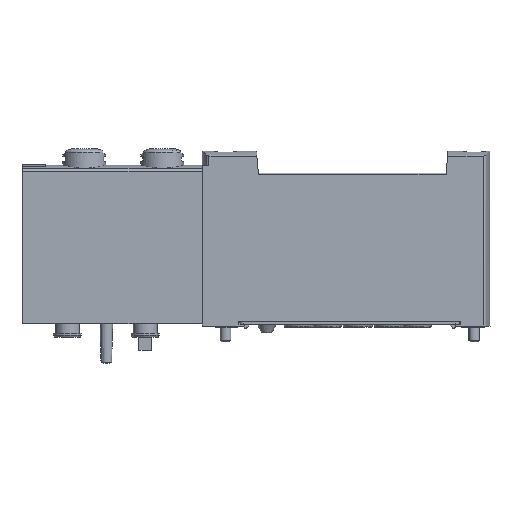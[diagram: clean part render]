
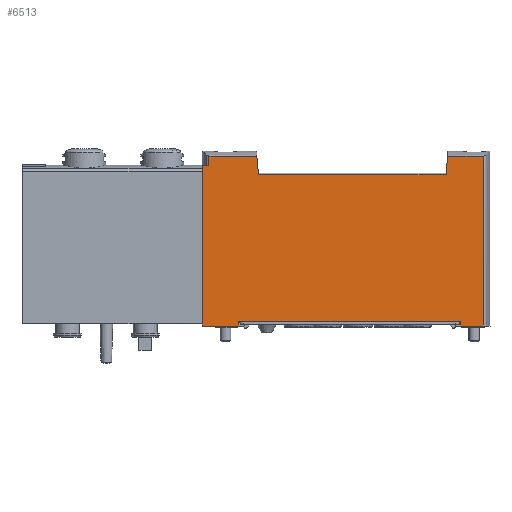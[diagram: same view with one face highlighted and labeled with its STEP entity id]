
A CAD part, top view. The second image highlights one B-rep face of the part: STEP entity #6513.
In plain terms, the highlighted face is planar.
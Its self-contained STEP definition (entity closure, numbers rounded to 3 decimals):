
#103=PLANE('',#7008);
#837=ORIENTED_EDGE('',*,*,#2692,.F.);
#838=ORIENTED_EDGE('',*,*,#2699,.T.);
#839=ORIENTED_EDGE('',*,*,#2700,.T.);
#840=ORIENTED_EDGE('',*,*,#2701,.F.);
#841=ORIENTED_EDGE('',*,*,#2694,.F.);
#842=ORIENTED_EDGE('',*,*,#2702,.T.);
#843=ORIENTED_EDGE('',*,*,#2703,.T.);
#844=ORIENTED_EDGE('',*,*,#2704,.F.);
#845=ORIENTED_EDGE('',*,*,#2705,.T.);
#846=ORIENTED_EDGE('',*,*,#2706,.T.);
#847=ORIENTED_EDGE('',*,*,#2707,.F.);
#848=ORIENTED_EDGE('',*,*,#2708,.F.);
#849=ORIENTED_EDGE('',*,*,#2709,.F.);
#850=ORIENTED_EDGE('',*,*,#2710,.T.);
#851=ORIENTED_EDGE('',*,*,#2711,.F.);
#852=ORIENTED_EDGE('',*,*,#2712,.T.);
#2692=EDGE_CURVE('',#3622,#3619,#4224,.T.);
#2694=EDGE_CURVE('',#3623,#3624,#4225,.T.);
#2699=EDGE_CURVE('',#3622,#3627,#4229,.T.);
#2700=EDGE_CURVE('',#3627,#3628,#4230,.T.);
#2701=EDGE_CURVE('',#3624,#3628,#4231,.T.);
#2702=EDGE_CURVE('',#3623,#3629,#4232,.T.);
#2703=EDGE_CURVE('',#3629,#3630,#4233,.T.);
#2704=EDGE_CURVE('',#3631,#3630,#4234,.T.);
#2705=EDGE_CURVE('',#3631,#3632,#4235,.T.);
#2706=EDGE_CURVE('',#3632,#3633,#4236,.T.);
#2707=EDGE_CURVE('',#3634,#3633,#4237,.T.);
#2708=EDGE_CURVE('',#3635,#3634,#4238,.T.);
#2709=EDGE_CURVE('',#3636,#3635,#4239,.T.);
#2710=EDGE_CURVE('',#3636,#3637,#4240,.T.);
#2711=EDGE_CURVE('',#3638,#3637,#4241,.T.);
#2712=EDGE_CURVE('',#3638,#3619,#4242,.T.);
#3619=VERTEX_POINT('',#10034);
#3622=VERTEX_POINT('',#10041);
#3623=VERTEX_POINT('',#10045);
#3624=VERTEX_POINT('',#10047);
#3627=VERTEX_POINT('',#10056);
#3628=VERTEX_POINT('',#10058);
#3629=VERTEX_POINT('',#10061);
#3630=VERTEX_POINT('',#10063);
#3631=VERTEX_POINT('',#10065);
#3632=VERTEX_POINT('',#10067);
#3633=VERTEX_POINT('',#10069);
#3634=VERTEX_POINT('',#10071);
#3635=VERTEX_POINT('',#10073);
#3636=VERTEX_POINT('',#10075);
#3637=VERTEX_POINT('',#10077);
#3638=VERTEX_POINT('',#10079);
#4224=LINE('',#10042,#4775);
#4225=LINE('',#10046,#4776);
#4229=LINE('',#10055,#4780);
#4230=LINE('',#10057,#4781);
#4231=LINE('',#10059,#4782);
#4232=LINE('',#10060,#4783);
#4233=LINE('',#10062,#4784);
#4234=LINE('',#10064,#4785);
#4235=LINE('',#10066,#4786);
#4236=LINE('',#10068,#4787);
#4237=LINE('',#10070,#4788);
#4238=LINE('',#10072,#4789);
#4239=LINE('',#10074,#4790);
#4240=LINE('',#10076,#4791);
#4241=LINE('',#10078,#4792);
#4242=LINE('',#10080,#4793);
#4775=VECTOR('',#7858,1000.);
#4776=VECTOR('',#7863,1000.);
#4780=VECTOR('',#7871,1000.);
#4781=VECTOR('',#7872,1000.);
#4782=VECTOR('',#7873,1000.);
#4783=VECTOR('',#7874,1000.);
#4784=VECTOR('',#7875,1000.);
#4785=VECTOR('',#7876,1000.);
#4786=VECTOR('',#7877,1000.);
#4787=VECTOR('',#7878,1000.);
#4788=VECTOR('',#7879,1000.);
#4789=VECTOR('',#7880,1000.);
#4790=VECTOR('',#7881,1000.);
#4791=VECTOR('',#7882,1000.);
#4792=VECTOR('',#7883,1000.);
#4793=VECTOR('',#7884,1000.);
#5299=EDGE_LOOP('',(#837,#838,#839,#840,#841,#842,#843,#844,#845,#846,#847,
#848,#849,#850,#851,#852));
#5857=FACE_BOUND('',#5299,.T.);
#6513=ADVANCED_FACE('',(#5857),#103,.F.);
#7008=AXIS2_PLACEMENT_3D('',#10054,#7869,#7870);
#7858=DIRECTION('',(0.,0.996,0.087));
#7863=DIRECTION('',(0.,-0.996,0.087));
#7869=DIRECTION('',(1.,0.,0.));
#7870=DIRECTION('',(0.,0.,-1.));
#7871=DIRECTION('',(0.,-1.,0.));
#7872=DIRECTION('',(0.,0.,-1.));
#7873=DIRECTION('',(0.,-1.,0.));
#7874=DIRECTION('',(0.,0.,-1.));
#7875=DIRECTION('',(0.,-1.,0.));
#7876=DIRECTION('',(0.,0.,1.));
#7877=DIRECTION('',(0.,-1.,0.));
#7878=DIRECTION('',(0.,0.,1.));
#7879=DIRECTION('',(0.,-1.,0.));
#7880=DIRECTION('',(0.,0.,-1.));
#7881=DIRECTION('',(0.,1.,0.));
#7882=DIRECTION('',(0.,0.,1.));
#7883=DIRECTION('',(0.,-1.,0.));
#7884=DIRECTION('',(0.,0.,-1.));
#10034=CARTESIAN_POINT('',(-5.125,32.131,57.183));
#10041=CARTESIAN_POINT('',(-5.125,28.9,56.9));
#10042=CARTESIAN_POINT('',(-5.125,29.066,56.914));
#10045=CARTESIAN_POINT('',(-5.125,32.131,21.117));
#10046=CARTESIAN_POINT('',(-5.125,33.988,20.955));
#10047=CARTESIAN_POINT('',(-5.125,28.9,21.4));
#10054=CARTESIAN_POINT('',(-5.125,33.1,10.8));
#10055=CARTESIAN_POINT('',(-5.125,33.6,56.9));
#10056=CARTESIAN_POINT('',(-5.125,28.6,56.9));
#10057=CARTESIAN_POINT('',(-5.125,28.6,56.9));
#10058=CARTESIAN_POINT('',(-5.125,28.6,21.4));
#10059=CARTESIAN_POINT('',(-5.125,33.6,21.4));
#10060=CARTESIAN_POINT('',(-5.125,32.131,65.8));
#10061=CARTESIAN_POINT('',(-5.125,32.131,12.057));
#10062=CARTESIAN_POINT('',(-5.125,40.4,12.057));
#10063=CARTESIAN_POINT('',(-5.125,30.4,12.057));
#10064=CARTESIAN_POINT('',(-5.125,30.4,8.8));
#10065=CARTESIAN_POINT('',(-5.125,30.4,10.8));
#10066=CARTESIAN_POINT('',(-5.125,33.1,10.8));
#10067=CARTESIAN_POINT('',(-5.125,0.,10.8));
#10068=CARTESIAN_POINT('',(-5.125,0.,10.8));
#10069=CARTESIAN_POINT('',(-5.125,0.,17.7));
#10070=CARTESIAN_POINT('',(-5.125,33.1,17.7));
#10071=CARTESIAN_POINT('',(-5.125,0.8,17.7));
#10072=CARTESIAN_POINT('',(-5.125,0.8,10.8));
#10073=CARTESIAN_POINT('',(-5.125,0.8,59.7));
#10074=CARTESIAN_POINT('',(-5.125,33.1,59.7));
#10075=CARTESIAN_POINT('',(-5.125,0.,59.7));
#10076=CARTESIAN_POINT('',(-5.125,0.,10.8));
#10077=CARTESIAN_POINT('',(-5.125,0.,63.943));
#10078=CARTESIAN_POINT('',(-5.125,33.1,63.943));
#10079=CARTESIAN_POINT('',(-5.125,32.131,63.943));
#10080=CARTESIAN_POINT('',(-5.125,32.131,65.8));
